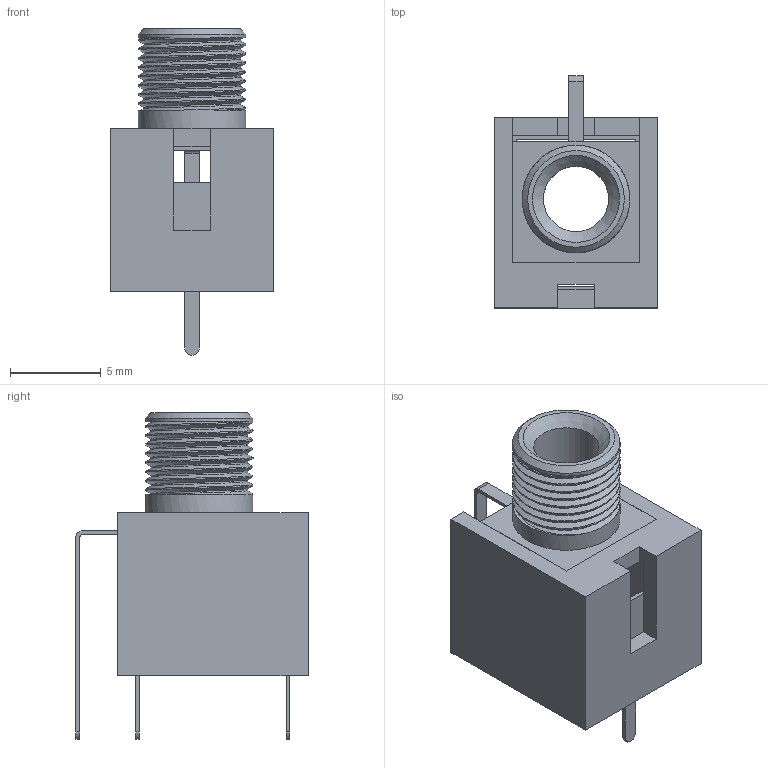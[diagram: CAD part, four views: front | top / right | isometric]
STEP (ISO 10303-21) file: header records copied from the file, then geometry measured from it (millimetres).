
FILE_DESCRIPTION(/* description */ ('PJ398SM 3.5 mm audio jack (S pin centered). License: CC BY-SA 4.0.'),/* implementation_level */ '2;1');
FILE_NAME(/* name */ 'PJ398SM_S_pin_centered.step',/* time_stamp */ '2020-04-04T01:29:29+02:00',/* author */ ('HSBallina'),/* organization */ ('Bad Pixel'),/* preprocessor_version */ 'ST-DEVELOPER v18',/* originating_system */ 'Autodesk Translation Framework v8.12.0.6',/* authorisation */ '');
FILE_SCHEMA (('AUTOMOTIVE_DESIGN { 1 0 10303 214 3 1 1 }'));
Length unit declared in the file: millimetre
Products named in the file (1): Thonkiconn - PJ398SM
Bounding box: 9 x 12.8 x 18 mm (x, y, z)
Volume: 453 mm3; surface area: 1412.9 mm2
Topology: 3 solids, 3 shells, 78 faces, 223 edges, 148 vertices
Faces by surface type: plane 50, cylinder 24, cone 2, bspline 2
Full cylindrical faces by diameter (mm): 3.6 x1, 5.351 x7, 5.927 x9
Entity records: 3808 total; most frequent: CARTESIAN_POINT 1770, ORIENTED_EDGE 446, DIRECTION 359, EDGE_CURVE 223, LINE 161, VECTOR 161, VERTEX_POINT 148, AXIS2_PLACEMENT_3D 99
